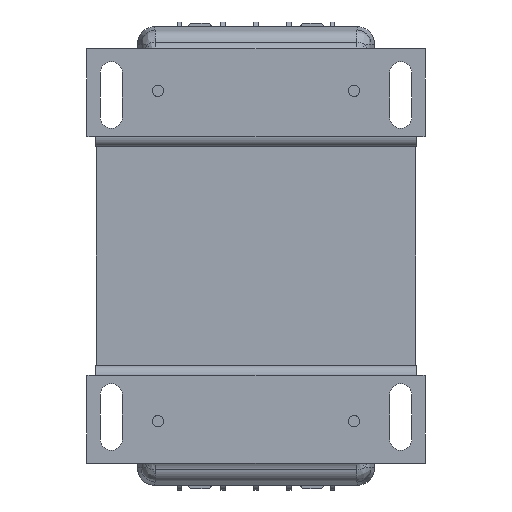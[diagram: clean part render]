
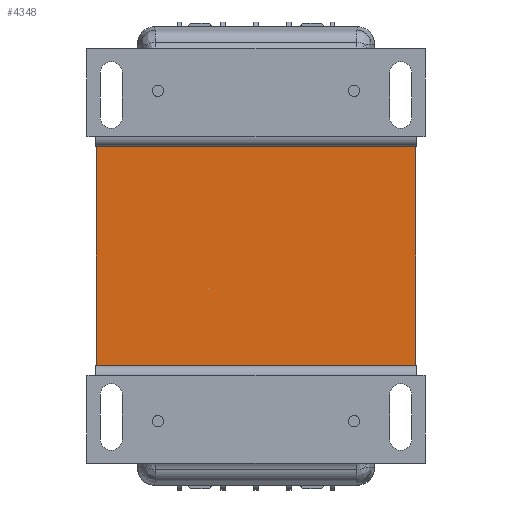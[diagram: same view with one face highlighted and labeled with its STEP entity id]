
A CAD part, front view. The second image highlights one B-rep face of the part: STEP entity #4348.
In plain terms, the highlighted planar face has unit normal (0, -1, 0).
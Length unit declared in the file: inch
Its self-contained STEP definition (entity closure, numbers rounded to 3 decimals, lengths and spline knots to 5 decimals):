
#220 = DIRECTION ( 'NONE',  ( 0., 0., -1. ) ) ;
#931 = CARTESIAN_POINT ( 'NONE',  ( -2.24409, -3.74016, -1.53543 ) ) ;
#1498 = VERTEX_POINT ( 'NONE', #21154 ) ;
#2048 = EDGE_CURVE ( 'NONE', #2747, #11828, #2844, .T. ) ;
#2747 = VERTEX_POINT ( 'NONE', #10737 ) ;
#2844 = LINE ( 'NONE', #5062, #16567 ) ;
#3414 = DIRECTION ( 'NONE',  ( 1., 0., 0. ) ) ;
#4143 = EDGE_CURVE ( 'NONE', #1498, #4776, #12151, .T. ) ;
#4217 = ORIENTED_EDGE ( 'NONE', *, *, #5777, .F. ) ;
#4348 = ADVANCED_FACE ( 'NONE', ( #19152 ), #16353, .F. ) ;
#4776 = VERTEX_POINT ( 'NONE', #931 ) ;
#5062 = CARTESIAN_POINT ( 'NONE',  ( -2.24409, -3.74016, 1.53543 ) ) ;
#5777 = EDGE_CURVE ( 'NONE', #4776, #2747, #12884, .T. ) ;
#6048 = DIRECTION ( 'NONE',  ( -1., 0., 0. ) ) ;
#7624 = DIRECTION ( 'NONE',  ( 0., 0., 1. ) ) ;
#8916 = CARTESIAN_POINT ( 'NONE',  ( 2.24409, -3.74016, -1.53543 ) ) ;
#10737 = CARTESIAN_POINT ( 'NONE',  ( -2.24409, -3.74016, 1.53543 ) ) ;
#11545 = ORIENTED_EDGE ( 'NONE', *, *, #4143, .F. ) ;
#11828 = VERTEX_POINT ( 'NONE', #18272 ) ;
#12085 = EDGE_LOOP ( 'NONE', ( #17368, #4217, #11545, #20419 ) ) ;
#12151 = LINE ( 'NONE', #8916, #21288 ) ;
#12596 = LINE ( 'NONE', #20819, #21193 ) ;
#12884 = LINE ( 'NONE', #21386, #21494 ) ;
#14631 = CARTESIAN_POINT ( 'NONE',  ( 0., -3.74016, 0. ) ) ;
#16353 = PLANE ( 'NONE',  #16681 ) ;
#16567 = VECTOR ( 'NONE', #3414, 39.37008 ) ;
#16681 = AXIS2_PLACEMENT_3D ( 'NONE', #14631, #21448, #6048 ) ;
#17229 = EDGE_CURVE ( 'NONE', #11828, #1498, #12596, .T. ) ;
#17368 = ORIENTED_EDGE ( 'NONE', *, *, #2048, .F. ) ;
#18272 = CARTESIAN_POINT ( 'NONE',  ( 2.24409, -3.74016, 1.53543 ) ) ;
#19152 = FACE_OUTER_BOUND ( 'NONE', #12085, .T. ) ;
#20419 = ORIENTED_EDGE ( 'NONE', *, *, #17229, .F. ) ;
#20819 = CARTESIAN_POINT ( 'NONE',  ( 2.24409, -3.74016, 1.53543 ) ) ;
#20928 = DIRECTION ( 'NONE',  ( -1., 0., 0. ) ) ;
#21154 = CARTESIAN_POINT ( 'NONE',  ( 2.24409, -3.74016, -1.53543 ) ) ;
#21193 = VECTOR ( 'NONE', #220, 39.37008 ) ;
#21288 = VECTOR ( 'NONE', #20928, 39.37008 ) ;
#21386 = CARTESIAN_POINT ( 'NONE',  ( -2.24409, -3.74016, -1.53543 ) ) ;
#21448 = DIRECTION ( 'NONE',  ( 0., 1., 0. ) ) ;
#21494 = VECTOR ( 'NONE', #7624, 39.37008 ) ;
